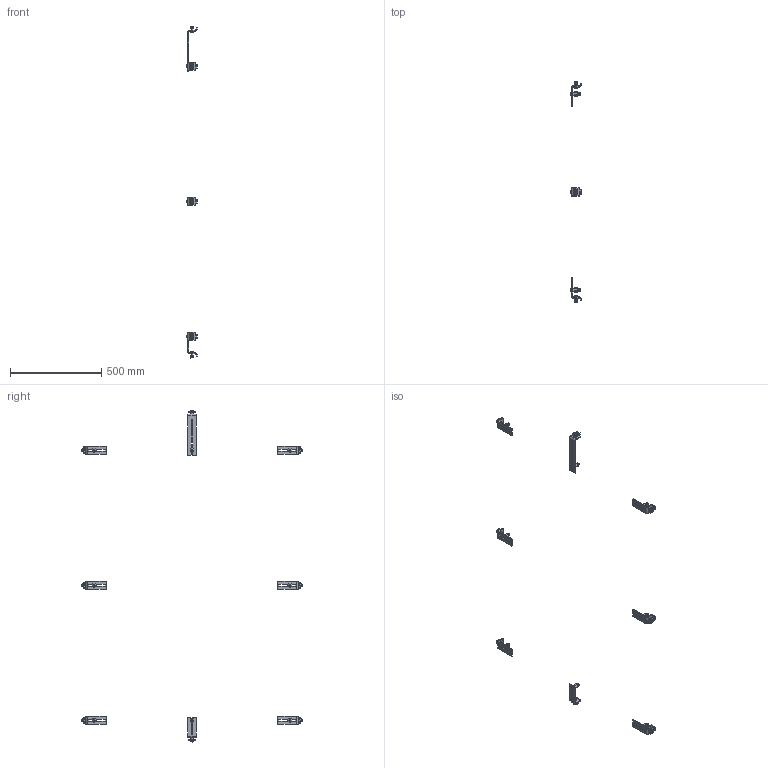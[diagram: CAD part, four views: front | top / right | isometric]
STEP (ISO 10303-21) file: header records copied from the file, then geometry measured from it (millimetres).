
FILE_DESCRIPTION (( 'STEP AP203' ), '1' );
FILE_NAME ('SCE-FSPS8.step', '2021-01-08T15:55:44', ( 'ADC123' ), ( 'Microsoft' ), 'SwSTEP 2.0', 'SolidWorks 2019', '' );
FILE_SCHEMA (( 'CONFIG_CONTROL_DESIGN' ));
Products named in the file (1): SCE-FSPS8
Bounding box: 55.88 x 1207.46 x 1818.13 mm (x, y, z)
Volume: 400882.7 mm3; surface area: 216154.3 mm2
Topology: 48 solids, 48 shells, 2180 faces, 5484 edges, 3192 vertices
Faces by surface type: bspline 808, cylinder 720, plane 604, cone 48
Full cylindrical faces by diameter (mm): 1.245 x16, 9.322 x8, 9.347 x8, 9.474 x8, 9.525 x16, 20.637 x4, 20.638 x4
Entity records: 135437 total; most frequent: CARTESIAN_POINT 92697, ORIENTED_EDGE 9816, DIRECTION 7270, EDGE_CURVE 4908, VERTEX_POINT 3040, AXIS2_PLACEMENT_3D 2725, EDGE_LOOP 2478, FACE_OUTER_BOUND 2316
